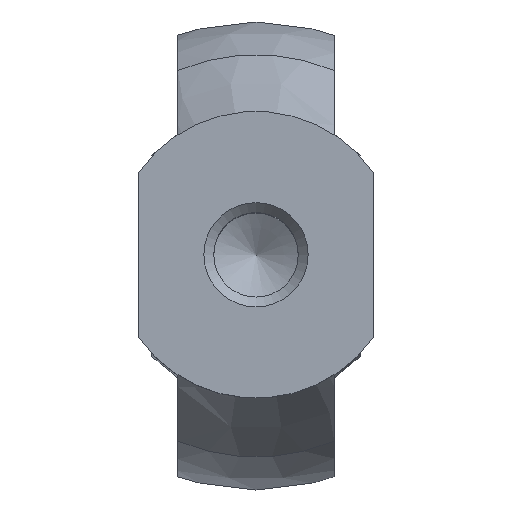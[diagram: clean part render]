
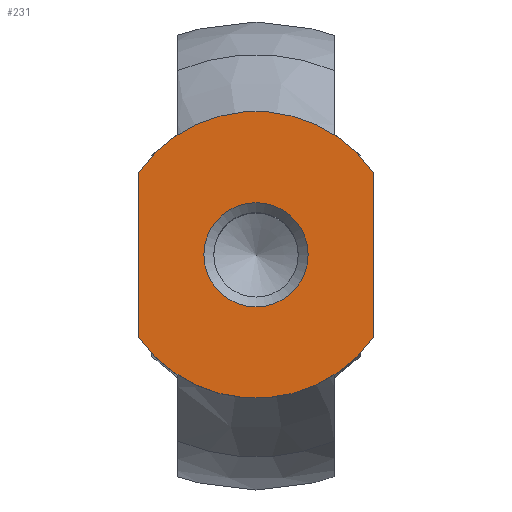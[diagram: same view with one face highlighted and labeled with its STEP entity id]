
A CAD part, top view. The second image highlights one B-rep face of the part: STEP entity #231.
In plain terms, the highlighted planar face has unit normal (0, 0, 1).
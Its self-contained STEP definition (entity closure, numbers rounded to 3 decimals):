
#155=CARTESIAN_POINT('',(4.5,3.162,0.0));
#156=VERTEX_POINT('',#155);
#163=CARTESIAN_POINT('',(4.5,-3.162,0.0));
#164=VERTEX_POINT('',#163);
#165=CARTESIAN_POINT('',(4.5,3.162,0.0));
#166=DIRECTION('',(0.0,-1.0,0.0));
#167=VECTOR('',#166,6.325);
#168=LINE('',#165,#167);
#169=EDGE_CURVE('',#156,#164,#168,.T.);
#188=CARTESIAN_POINT('',(5.5,0.0,0.0));
#189=DIRECTION('',(0.0,0.0,-1.0));
#190=DIRECTION('',(-1.0,0.0,0.0));
#191=AXIS2_PLACEMENT_3D('',#188,#189,#190);
#192=PLANE('',#191);
#193=CARTESIAN_POINT('',(-4.5,3.162,0.0));
#194=VERTEX_POINT('',#193);
#195=CARTESIAN_POINT('',(-4.5,-3.162,0.0));
#196=VERTEX_POINT('',#195);
#197=CARTESIAN_POINT('',(-4.5,3.162,0.0));
#198=DIRECTION('',(0.0,-1.0,0.0));
#199=VECTOR('',#198,6.325);
#200=LINE('',#197,#199);
#201=EDGE_CURVE('',#194,#196,#200,.T.);
#202=ORIENTED_EDGE('',*,*,#201,.T.);
#203=CARTESIAN_POINT('',(0.0,0.0,0.0));
#204=DIRECTION('',(0.0,0.0,1.0));
#205=DIRECTION('',(1.0,0.0,0.0));
#206=AXIS2_PLACEMENT_3D('',#203,#204,#205);
#207=CIRCLE('',#206,5.5);
#208=EDGE_CURVE('',#196,#164,#207,.T.);
#209=ORIENTED_EDGE('',*,*,#208,.T.);
#210=ORIENTED_EDGE('',*,*,#169,.F.);
#211=CARTESIAN_POINT('',(0.0,0.0,0.0));
#212=DIRECTION('',(0.0,0.0,1.0));
#213=DIRECTION('',(1.0,0.0,0.0));
#214=AXIS2_PLACEMENT_3D('',#211,#212,#213);
#215=CIRCLE('',#214,5.5);
#216=EDGE_CURVE('',#156,#194,#215,.T.);
#217=ORIENTED_EDGE('',*,*,#216,.T.);
#218=EDGE_LOOP('',(#202,#209,#210,#217));
#219=FACE_OUTER_BOUND('',#218,.T.);
#220=CARTESIAN_POINT('',(-2.0,0.0,0.0));
#221=VERTEX_POINT('',#220);
#222=CARTESIAN_POINT('',(0.0,0.0,0.0));
#223=DIRECTION('',(0.0,0.0,-1.0));
#224=DIRECTION('',(-1.0,0.0,0.0));
#225=AXIS2_PLACEMENT_3D('',#222,#223,#224);
#226=CIRCLE('',#225,2.0);
#227=EDGE_CURVE('',#221,#221,#226,.F.);
#228=ORIENTED_EDGE('',*,*,#227,.F.);
#229=EDGE_LOOP('',(#228));
#230=FACE_BOUND('',#229,.T.);
#231=ADVANCED_FACE('',(#219,#230),#192,.F.);
